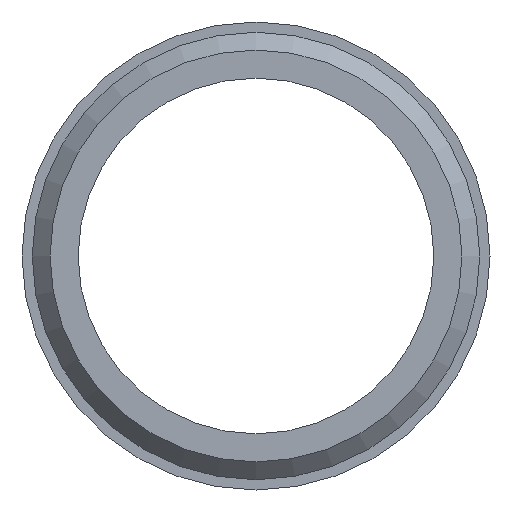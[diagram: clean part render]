
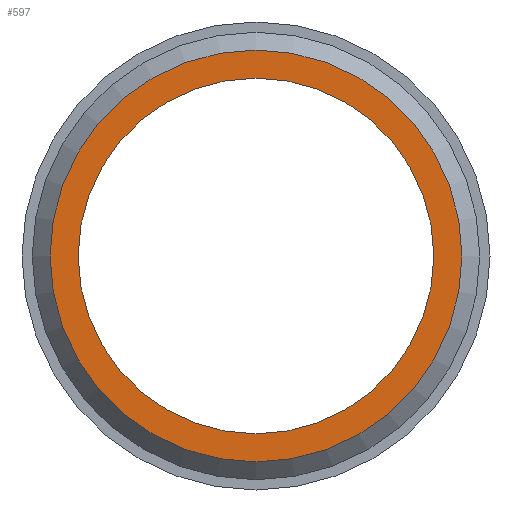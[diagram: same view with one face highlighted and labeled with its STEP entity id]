
A CAD part, left-side view. The second image highlights one B-rep face of the part: STEP entity #597.
In plain terms, the highlighted planar face has unit normal (-1, 0, 0).
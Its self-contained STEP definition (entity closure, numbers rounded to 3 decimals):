
#24=FACE_BOUND('',#138,.T.);
#28=PLANE('',#714);
#106=FACE_OUTER_BOUND('',#137,.T.);
#137=EDGE_LOOP('',(#533,#534));
#138=EDGE_LOOP('',(#535));
#187=CIRCLE('',#682,19.);
#192=CIRCLE('',#689,22.);
#193=CIRCLE('',#690,22.);
#251=VERTEX_POINT('',#1047);
#256=VERTEX_POINT('',#1061);
#257=VERTEX_POINT('',#1063);
#330=EDGE_CURVE('',#251,#251,#187,.T.);
#337=EDGE_CURVE('',#257,#256,#192,.T.);
#338=EDGE_CURVE('',#256,#257,#193,.T.);
#533=ORIENTED_EDGE('',*,*,#337,.T.);
#534=ORIENTED_EDGE('',*,*,#338,.T.);
#535=ORIENTED_EDGE('',*,*,#330,.T.);
#597=ADVANCED_FACE('',(#106,#24),#28,.T.);
#682=AXIS2_PLACEMENT_3D('',#1049,#855,#856);
#689=AXIS2_PLACEMENT_3D('',#1064,#871,#872);
#690=AXIS2_PLACEMENT_3D('',#1065,#873,#874);
#714=AXIS2_PLACEMENT_3D('',#1110,#928,#929);
#855=DIRECTION('center_axis',(1.,0.,0.));
#856=DIRECTION('ref_axis',(0.,0.,-1.));
#871=DIRECTION('center_axis',(-1.,0.,0.));
#872=DIRECTION('ref_axis',(0.,1.,0.));
#873=DIRECTION('center_axis',(-1.,0.,0.));
#874=DIRECTION('ref_axis',(0.,1.,0.));
#928=DIRECTION('center_axis',(-1.,0.,0.));
#929=DIRECTION('ref_axis',(0.,0.,1.));
#1047=CARTESIAN_POINT('',(0.,0.,19.));
#1049=CARTESIAN_POINT('Origin',(0.,0.,0.));
#1061=CARTESIAN_POINT('',(0.,-22.,0.));
#1063=CARTESIAN_POINT('',(0.,22.,0.));
#1064=CARTESIAN_POINT('Origin',(0.,0.,0.));
#1065=CARTESIAN_POINT('Origin',(0.,0.,0.));
#1110=CARTESIAN_POINT('Origin',(0.,0.,0.));
